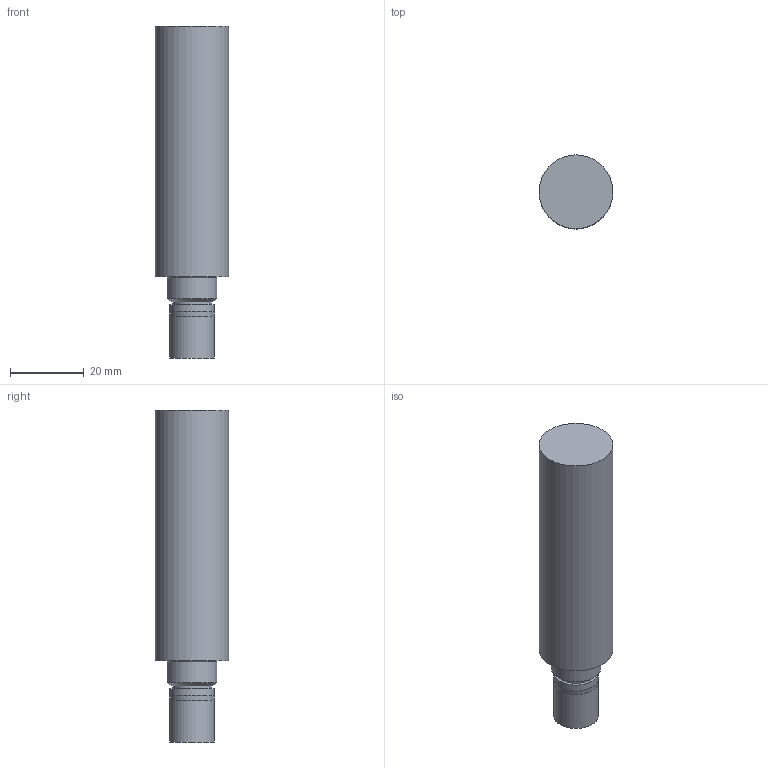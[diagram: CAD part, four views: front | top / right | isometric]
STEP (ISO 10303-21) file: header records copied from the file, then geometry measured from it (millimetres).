
FILE_DESCRIPTION((''),'1');
FILE_NAME('ST20-MGT3-90.stp','2015-08-12T05:34:02',(''),(''),'Spatial Interop R21 SP3','Kubotek KeyCreator 2011 V10.0.2 (22737)',' ');
FILE_SCHEMA(('automotive_design'));
Length unit declared in the file: millimetre
Products named in the file (1): Unnamed[1]
Bounding box: 20 x 20 x 90 mm (x, y, z)
Volume: 24023 mm3; surface area: 5782.3 mm2
Topology: 1 solids, 1 shells, 12 faces, 19 edges, 11 vertices
Faces by surface type: cylinder 5, plane 4, cone 3
Full cylindrical faces by diameter (mm): 10.5 x1, 12 x1, 12.2 x1, 13.5 x1, 20 x1
Entity records: 461 total; most frequent: DIRECTION 48, PRESENTATION_STYLE_ASSIGNMENT 37, COLOUR_RGB 37, CARTESIAN_POINT 35, STYLED_ITEM 24, AXIS2_PLACEMENT_3D 24, CURVE_STYLE 24, DRAUGHTING_PRE_DEFINED_CURVE_FONT 24
